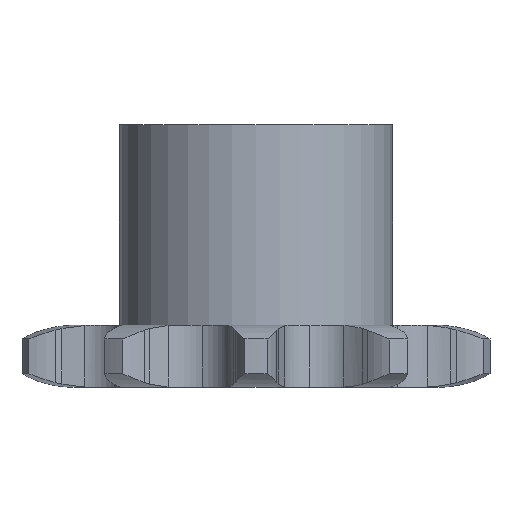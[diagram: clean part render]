
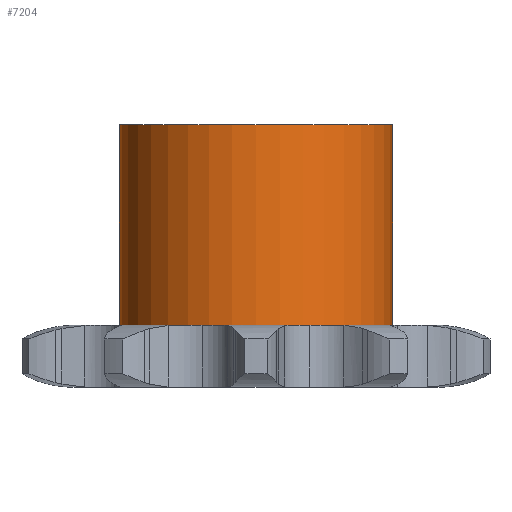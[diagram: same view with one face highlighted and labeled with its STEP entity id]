
A CAD part, left-side view. The second image highlights one B-rep face of the part: STEP entity #7204.
In plain terms, the highlighted cylindrical face has radius 13 mm (diameter 26 mm), a full revolution.
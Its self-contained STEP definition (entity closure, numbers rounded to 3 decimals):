
#443 = PLANE('',#444);
#444 = AXIS2_PLACEMENT_3D('',#445,#446,#447);
#445 = CARTESIAN_POINT('',(0.,0.,5.9));
#446 = DIRECTION('',(-0.,-0.,-1.));
#447 = DIRECTION('',(-1.,0.,0.));
#1897 = EDGE_CURVE('',#1898,#1898,#1900,.T.);
#1898 = VERTEX_POINT('',#1899);
#1899 = CARTESIAN_POINT('',(13.,0.,5.9));
#1900 = SURFACE_CURVE('',#1901,(#1906,#1913),.PCURVE_S1.);
#1901 = CIRCLE('',#1902,13.);
#1902 = AXIS2_PLACEMENT_3D('',#1903,#1904,#1905);
#1903 = CARTESIAN_POINT('',(0.,0.,5.9));
#1904 = DIRECTION('',(0.,0.,-1.));
#1905 = DIRECTION('',(1.,0.,0.));
#1906 = PCURVE('',#443,#1907);
#1907 = DEFINITIONAL_REPRESENTATION('',(#1908),#1912);
#1908 = CIRCLE('',#1909,13.);
#1909 = AXIS2_PLACEMENT_2D('',#1910,#1911);
#1910 = CARTESIAN_POINT('',(0.,0.));
#1911 = DIRECTION('',(-1.,0.));
#1912 = ( GEOMETRIC_REPRESENTATION_CONTEXT(2) 
PARAMETRIC_REPRESENTATION_CONTEXT() REPRESENTATION_CONTEXT('2D SPACE',''
  ) );
#1913 = PCURVE('',#1914,#1919);
#1914 = CYLINDRICAL_SURFACE('',#1915,13.);
#1915 = AXIS2_PLACEMENT_3D('',#1916,#1917,#1918);
#1916 = CARTESIAN_POINT('',(0.,0.,0.));
#1917 = DIRECTION('',(-0.,-0.,-1.));
#1918 = DIRECTION('',(1.,0.,0.));
#1919 = DEFINITIONAL_REPRESENTATION('',(#1920),#1924);
#1920 = LINE('',#1921,#1922);
#1921 = CARTESIAN_POINT('',(-6.283,-5.9));
#1922 = VECTOR('',#1923,1.);
#1923 = DIRECTION('',(1.,-0.));
#1924 = ( GEOMETRIC_REPRESENTATION_CONTEXT(2) 
PARAMETRIC_REPRESENTATION_CONTEXT() REPRESENTATION_CONTEXT('2D SPACE',''
  ) );
#7204 = ADVANCED_FACE('',(#7205),#1914,.T.);
#7205 = FACE_BOUND('',#7206,.F.);
#7206 = EDGE_LOOP('',(#7207,#7208,#7231,#7258));
#7207 = ORIENTED_EDGE('',*,*,#1897,.T.);
#7208 = ORIENTED_EDGE('',*,*,#7209,.T.);
#7209 = EDGE_CURVE('',#1898,#7210,#7212,.T.);
#7210 = VERTEX_POINT('',#7211);
#7211 = CARTESIAN_POINT('',(13.,0.,25.));
#7212 = SEAM_CURVE('',#7213,(#7217,#7224),.PCURVE_S1.);
#7213 = LINE('',#7214,#7215);
#7214 = CARTESIAN_POINT('',(13.,0.,0.));
#7215 = VECTOR('',#7216,1.);
#7216 = DIRECTION('',(0.,0.,1.));
#7217 = PCURVE('',#1914,#7218);
#7218 = DEFINITIONAL_REPRESENTATION('',(#7219),#7223);
#7219 = LINE('',#7220,#7221);
#7220 = CARTESIAN_POINT('',(-6.283,0.));
#7221 = VECTOR('',#7222,1.);
#7222 = DIRECTION('',(-0.,-1.));
#7223 = ( GEOMETRIC_REPRESENTATION_CONTEXT(2) 
PARAMETRIC_REPRESENTATION_CONTEXT() REPRESENTATION_CONTEXT('2D SPACE',''
  ) );
#7224 = PCURVE('',#1914,#7225);
#7225 = DEFINITIONAL_REPRESENTATION('',(#7226),#7230);
#7226 = LINE('',#7227,#7228);
#7227 = CARTESIAN_POINT('',(-0.,0.));
#7228 = VECTOR('',#7229,1.);
#7229 = DIRECTION('',(-0.,-1.));
#7230 = ( GEOMETRIC_REPRESENTATION_CONTEXT(2) 
PARAMETRIC_REPRESENTATION_CONTEXT() REPRESENTATION_CONTEXT('2D SPACE',''
  ) );
#7231 = ORIENTED_EDGE('',*,*,#7232,.T.);
#7232 = EDGE_CURVE('',#7210,#7210,#7233,.T.);
#7233 = SURFACE_CURVE('',#7234,(#7239,#7246),.PCURVE_S1.);
#7234 = CIRCLE('',#7235,13.);
#7235 = AXIS2_PLACEMENT_3D('',#7236,#7237,#7238);
#7236 = CARTESIAN_POINT('',(0.,0.,25.));
#7237 = DIRECTION('',(0.,0.,1.));
#7238 = DIRECTION('',(1.,0.,0.));
#7239 = PCURVE('',#1914,#7240);
#7240 = DEFINITIONAL_REPRESENTATION('',(#7241),#7245);
#7241 = LINE('',#7242,#7243);
#7242 = CARTESIAN_POINT('',(-0.,-25.));
#7243 = VECTOR('',#7244,1.);
#7244 = DIRECTION('',(-1.,0.));
#7245 = ( GEOMETRIC_REPRESENTATION_CONTEXT(2) 
PARAMETRIC_REPRESENTATION_CONTEXT() REPRESENTATION_CONTEXT('2D SPACE',''
  ) );
#7246 = PCURVE('',#7247,#7252);
#7247 = PLANE('',#7248);
#7248 = AXIS2_PLACEMENT_3D('',#7249,#7250,#7251);
#7249 = CARTESIAN_POINT('',(0.,0.,25.)
  );
#7250 = DIRECTION('',(0.,0.,1.));
#7251 = DIRECTION('',(1.,0.,0.));
#7252 = DEFINITIONAL_REPRESENTATION('',(#7253),#7257);
#7253 = CIRCLE('',#7254,13.);
#7254 = AXIS2_PLACEMENT_2D('',#7255,#7256);
#7255 = CARTESIAN_POINT('',(0.,0.));
#7256 = DIRECTION('',(1.,0.));
#7257 = ( GEOMETRIC_REPRESENTATION_CONTEXT(2) 
PARAMETRIC_REPRESENTATION_CONTEXT() REPRESENTATION_CONTEXT('2D SPACE',''
  ) );
#7258 = ORIENTED_EDGE('',*,*,#7209,.F.);
